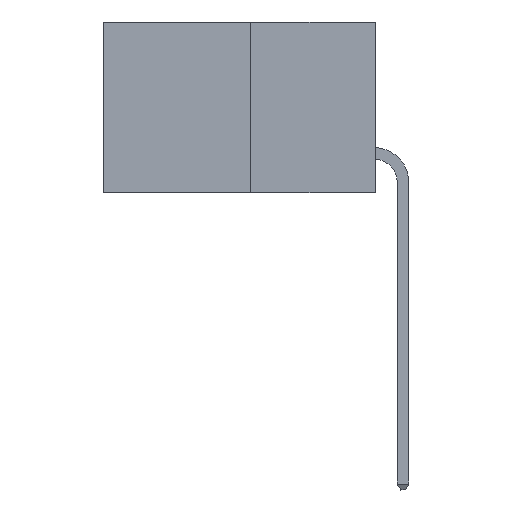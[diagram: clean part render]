
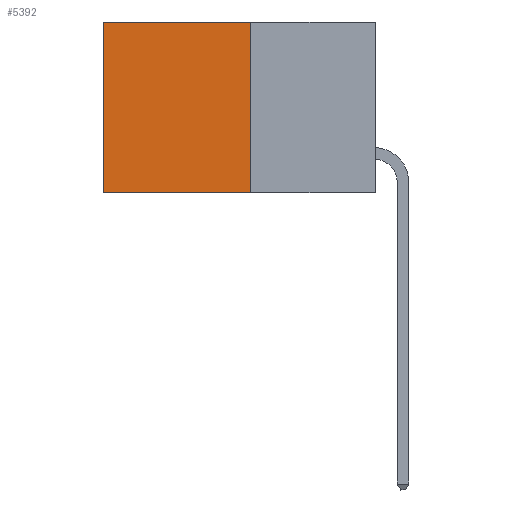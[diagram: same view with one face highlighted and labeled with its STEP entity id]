
A CAD part, left-side view. The second image highlights one B-rep face of the part: STEP entity #5392.
In plain terms, the highlighted planar face has unit normal (-1, 0, 0).
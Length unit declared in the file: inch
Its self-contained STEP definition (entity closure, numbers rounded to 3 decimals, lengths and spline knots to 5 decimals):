
#180 = PLANE ( 'NONE',  #8183 ) ;
#473 = DIRECTION ( 'NONE',  ( 0., 0., -1. ) ) ;
#527 = VECTOR ( 'NONE', #6946, 39.37008 ) ;
#653 = CARTESIAN_POINT ( 'NONE',  ( 0.277, 0.27, -0.37 ) ) ;
#1152 = ORIENTED_EDGE ( 'NONE', *, *, #9349, .T. ) ;
#1413 = ORIENTED_EDGE ( 'NONE', *, *, #8110, .T. ) ;
#1878 = DIRECTION ( 'NONE',  ( 0., 0., -1. ) ) ;
#2411 = VECTOR ( 'NONE', #5685, 39.37008 ) ;
#2583 = FACE_OUTER_BOUND ( 'NONE', #3639, .T. ) ;
#2902 = DIRECTION ( 'NONE',  ( 1., 0., 0. ) ) ;
#3002 = ORIENTED_EDGE ( 'NONE', *, *, #7589, .F. ) ;
#3115 = CARTESIAN_POINT ( 'NONE',  ( 0.277, 0.27, -0.37 ) ) ;
#3311 = VERTEX_POINT ( 'NONE', #8635 ) ;
#3639 = EDGE_LOOP ( 'NONE', ( #1152, #3002, #7395, #1413 ) ) ;
#4607 = CARTESIAN_POINT ( 'NONE',  ( 0.277, 0.27, 0. ) ) ;
#4864 = LINE ( 'NONE', #5731, #2411 ) ;
#5017 = VERTEX_POINT ( 'NONE', #3115 ) ;
#5274 = LINE ( 'NONE', #8142, #8998 ) ;
#5392 = ADVANCED_FACE ( 'NONE', ( #2583 ), #180, .F. ) ;
#5556 = CARTESIAN_POINT ( 'NONE',  ( 0.277, 0.59, -0.37 ) ) ;
#5685 = DIRECTION ( 'NONE',  ( 0., 0., -1. ) ) ;
#5731 = CARTESIAN_POINT ( 'NONE',  ( 0.277, 0.59, -0.37 ) ) ;
#6383 = CARTESIAN_POINT ( 'NONE',  ( 0.277, 0.27, -0.37 ) ) ;
#6520 = CARTESIAN_POINT ( 'NONE',  ( 0.277, 0.27, 0. ) ) ;
#6946 = DIRECTION ( 'NONE',  ( 0., 1., 0. ) ) ;
#7395 = ORIENTED_EDGE ( 'NONE', *, *, #8182, .F. ) ;
#7589 = EDGE_CURVE ( 'NONE', #5017, #9375, #8908, .T. ) ;
#8037 = VECTOR ( 'NONE', #8398, 39.37008 ) ;
#8110 = EDGE_CURVE ( 'NONE', #9479, #3311, #9641, .T. ) ;
#8142 = CARTESIAN_POINT ( 'NONE',  ( 0.277, 0.27, -0.37 ) ) ;
#8182 = EDGE_CURVE ( 'NONE', #9479, #5017, #5274, .T. ) ;
#8183 = AXIS2_PLACEMENT_3D ( 'NONE', #653, #2902, #1878 ) ;
#8398 = DIRECTION ( 'NONE',  ( 0., 1., 0. ) ) ;
#8635 = CARTESIAN_POINT ( 'NONE',  ( 0.277, 0.59, 0. ) ) ;
#8908 = LINE ( 'NONE', #6383, #527 ) ;
#8998 = VECTOR ( 'NONE', #473, 39.37008 ) ;
#9349 = EDGE_CURVE ( 'NONE', #3311, #9375, #4864, .T. ) ;
#9375 = VERTEX_POINT ( 'NONE', #5556 ) ;
#9479 = VERTEX_POINT ( 'NONE', #4607 ) ;
#9641 = LINE ( 'NONE', #6520, #8037 ) ;
